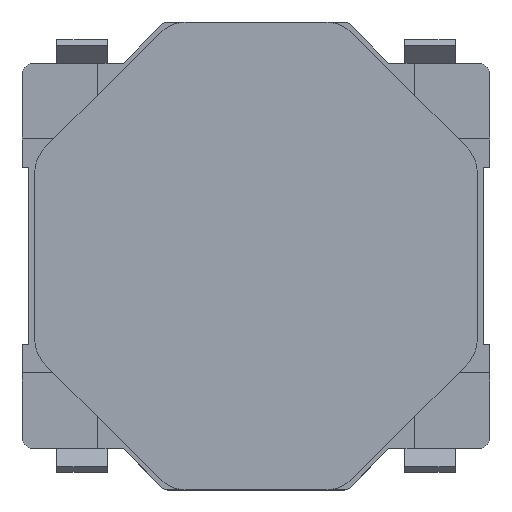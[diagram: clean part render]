
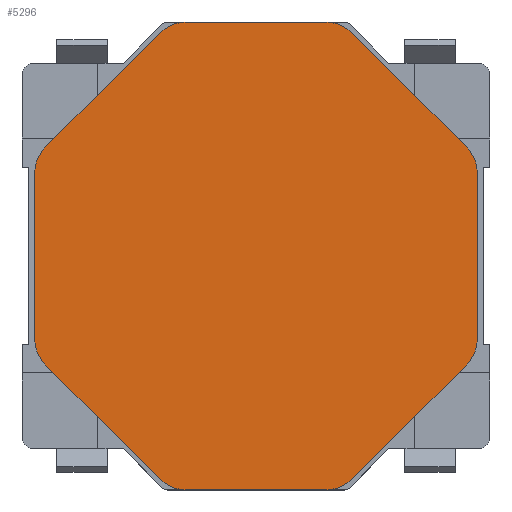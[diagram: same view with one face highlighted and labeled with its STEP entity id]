
A CAD part, top view. The second image highlights one B-rep face of the part: STEP entity #5296.
In plain terms, the highlighted planar face has unit normal (0, 0, 1).
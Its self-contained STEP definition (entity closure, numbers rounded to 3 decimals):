
#97=CIRCLE('',#5641,0.3);
#99=CIRCLE('',#5644,0.3);
#100=CIRCLE('',#5647,0.3);
#102=CIRCLE('',#5650,0.3);
#103=CIRCLE('',#5651,0.3);
#104=CIRCLE('',#5652,0.3);
#105=CIRCLE('',#5653,0.3);
#106=CIRCLE('',#5654,0.3);
#421=FACE_OUTER_BOUND('',#737,.T.);
#737=EDGE_LOOP('',(#3507,#3508,#3509,#3510,#3511,#3512,#3513,#3514,#3515,
#3516,#3517,#3518,#3519,#3520,#3521,#3522));
#1070=LINE('',#7846,#1613);
#1074=LINE('',#7855,#1617);
#1079=LINE('',#7873,#1622);
#1082=LINE('',#7883,#1625);
#1083=LINE('',#7887,#1626);
#1084=LINE('',#7890,#1627);
#1085=LINE('',#7894,#1628);
#1086=LINE('',#7898,#1629);
#1613=VECTOR('',#6195,1.101);
#1617=VECTOR('',#6201,1.101);
#1622=VECTOR('',#6220,1.272);
#1625=VECTOR('',#6231,1.301);
#1626=VECTOR('',#6234,1.272);
#1627=VECTOR('',#6237,1.272);
#1628=VECTOR('',#6240,1.301);
#1629=VECTOR('',#6243,1.272);
#2156=VERTEX_POINT('',#7843);
#2157=VERTEX_POINT('',#7845);
#2160=VERTEX_POINT('',#7852);
#2161=VERTEX_POINT('',#7854);
#2163=VERTEX_POINT('',#7860);
#2165=VERTEX_POINT('',#7866);
#2166=VERTEX_POINT('',#7870);
#2168=VERTEX_POINT('',#7876);
#2170=VERTEX_POINT('',#7882);
#2171=VERTEX_POINT('',#7884);
#2172=VERTEX_POINT('',#7886);
#2173=VERTEX_POINT('',#7889);
#2174=VERTEX_POINT('',#7891);
#2175=VERTEX_POINT('',#7893);
#2176=VERTEX_POINT('',#7895);
#2177=VERTEX_POINT('',#7897);
#2688=EDGE_CURVE('',#2156,#2157,#1070,.T.);
#2692=EDGE_CURVE('',#2160,#2161,#1074,.T.);
#2696=EDGE_CURVE('',#2160,#2163,#97,.T.);
#2699=EDGE_CURVE('',#2156,#2165,#99,.T.);
#2701=EDGE_CURVE('',#2163,#2166,#1079,.T.);
#2703=EDGE_CURVE('',#2166,#2168,#100,.T.);
#2706=EDGE_CURVE('',#2170,#2168,#1082,.T.);
#2707=EDGE_CURVE('',#2170,#2171,#102,.T.);
#2708=EDGE_CURVE('',#2171,#2172,#1083,.T.);
#2709=EDGE_CURVE('',#2172,#2157,#103,.T.);
#2710=EDGE_CURVE('',#2165,#2173,#1084,.T.);
#2711=EDGE_CURVE('',#2173,#2174,#104,.T.);
#2712=EDGE_CURVE('',#2175,#2174,#1085,.T.);
#2713=EDGE_CURVE('',#2175,#2176,#105,.T.);
#2714=EDGE_CURVE('',#2176,#2177,#1086,.T.);
#2715=EDGE_CURVE('',#2177,#2161,#106,.T.);
#3507=ORIENTED_EDGE('',*,*,#2703,.T.);
#3508=ORIENTED_EDGE('',*,*,#2706,.F.);
#3509=ORIENTED_EDGE('',*,*,#2707,.T.);
#3510=ORIENTED_EDGE('',*,*,#2708,.T.);
#3511=ORIENTED_EDGE('',*,*,#2709,.T.);
#3512=ORIENTED_EDGE('',*,*,#2688,.F.);
#3513=ORIENTED_EDGE('',*,*,#2699,.T.);
#3514=ORIENTED_EDGE('',*,*,#2710,.T.);
#3515=ORIENTED_EDGE('',*,*,#2711,.T.);
#3516=ORIENTED_EDGE('',*,*,#2712,.F.);
#3517=ORIENTED_EDGE('',*,*,#2713,.T.);
#3518=ORIENTED_EDGE('',*,*,#2714,.T.);
#3519=ORIENTED_EDGE('',*,*,#2715,.T.);
#3520=ORIENTED_EDGE('',*,*,#2692,.F.);
#3521=ORIENTED_EDGE('',*,*,#2696,.T.);
#3522=ORIENTED_EDGE('',*,*,#2701,.T.);
#5080=PLANE('',#5649);
#5296=ADVANCED_FACE('',(#421),#5080,.T.);
#5641=AXIS2_PLACEMENT_3D('',#7862,#6208,#6209);
#5644=AXIS2_PLACEMENT_3D('',#7868,#6215,#6216);
#5647=AXIS2_PLACEMENT_3D('',#7877,#6224,#6225);
#5649=AXIS2_PLACEMENT_3D('',#7881,#6229,#6230);
#5650=AXIS2_PLACEMENT_3D('',#7885,#6232,#6233);
#5651=AXIS2_PLACEMENT_3D('',#7888,#6235,#6236);
#5652=AXIS2_PLACEMENT_3D('',#7892,#6238,#6239);
#5653=AXIS2_PLACEMENT_3D('',#7896,#6241,#6242);
#5654=AXIS2_PLACEMENT_3D('',#7899,#6244,#6245);
#6195=DIRECTION('',(1.,0.,0.));
#6201=DIRECTION('',(-1.,0.,0.));
#6208=DIRECTION('center_axis',(0.,0.,1.));
#6209=DIRECTION('ref_axis',(0.383,-0.924,0.));
#6215=DIRECTION('center_axis',(0.,0.,1.));
#6216=DIRECTION('ref_axis',(-0.383,0.924,0.));
#6220=DIRECTION('',(0.707,0.707,0.));
#6224=DIRECTION('center_axis',(0.,0.,1.));
#6225=DIRECTION('ref_axis',(0.924,-0.383,0.));
#6229=DIRECTION('center_axis',(0.,0.,1.));
#6230=DIRECTION('ref_axis',(-1.,0.,0.));
#6231=DIRECTION('',(0.,-1.,0.));
#6232=DIRECTION('center_axis',(0.,0.,1.));
#6233=DIRECTION('ref_axis',(1.,0.,0.));
#6234=DIRECTION('',(-0.707,0.707,0.));
#6235=DIRECTION('center_axis',(0.,0.,1.));
#6236=DIRECTION('ref_axis',(0.707,0.707,0.));
#6237=DIRECTION('',(-0.707,-0.707,0.));
#6238=DIRECTION('center_axis',(0.,0.,1.));
#6239=DIRECTION('ref_axis',(-0.707,0.707,0.));
#6240=DIRECTION('',(0.,1.,0.));
#6241=DIRECTION('center_axis',(0.,0.,1.));
#6242=DIRECTION('ref_axis',(-1.,0.,0.));
#6243=DIRECTION('',(0.707,-0.707,0.));
#6244=DIRECTION('center_axis',(0.,0.,1.));
#6245=DIRECTION('ref_axis',(-0.707,-0.707,0.));
#7843=CARTESIAN_POINT('',(-0.551,1.85,0.3));
#7845=CARTESIAN_POINT('',(0.551,1.85,0.3));
#7846=CARTESIAN_POINT('',(-0.551,1.85,0.3));
#7852=CARTESIAN_POINT('',(0.551,-1.85,0.3));
#7854=CARTESIAN_POINT('',(-0.551,-1.85,0.3));
#7855=CARTESIAN_POINT('',(0.551,-1.85,0.3));
#7860=CARTESIAN_POINT('',(0.763,-1.762,0.3));
#7862=CARTESIAN_POINT('Origin',(0.551,-1.55,0.3));
#7866=CARTESIAN_POINT('',(-0.763,1.762,0.3));
#7868=CARTESIAN_POINT('Origin',(-0.551,1.55,0.3));
#7870=CARTESIAN_POINT('',(1.662,-0.863,0.3));
#7873=CARTESIAN_POINT('',(0.763,-1.762,0.3));
#7876=CARTESIAN_POINT('',(1.75,-0.651,0.3));
#7877=CARTESIAN_POINT('Origin',(1.45,-0.651,0.3));
#7881=CARTESIAN_POINT('Origin',(0.,0.,0.3));
#7882=CARTESIAN_POINT('',(1.75,0.651,0.3));
#7883=CARTESIAN_POINT('',(1.75,0.651,0.3));
#7884=CARTESIAN_POINT('',(1.662,0.863,0.3));
#7885=CARTESIAN_POINT('Origin',(1.45,0.651,0.3));
#7886=CARTESIAN_POINT('',(0.763,1.762,0.3));
#7887=CARTESIAN_POINT('',(1.662,0.863,0.3));
#7888=CARTESIAN_POINT('Origin',(0.551,1.55,0.3));
#7889=CARTESIAN_POINT('',(-1.662,0.863,0.3));
#7890=CARTESIAN_POINT('',(-0.763,1.762,0.3));
#7891=CARTESIAN_POINT('',(-1.75,0.651,0.3));
#7892=CARTESIAN_POINT('Origin',(-1.45,0.651,0.3));
#7893=CARTESIAN_POINT('',(-1.75,-0.651,0.3));
#7894=CARTESIAN_POINT('',(-1.75,-0.651,0.3));
#7895=CARTESIAN_POINT('',(-1.662,-0.863,0.3));
#7896=CARTESIAN_POINT('Origin',(-1.45,-0.651,0.3));
#7897=CARTESIAN_POINT('',(-0.763,-1.762,0.3));
#7898=CARTESIAN_POINT('',(-1.662,-0.863,0.3));
#7899=CARTESIAN_POINT('Origin',(-0.551,-1.55,0.3));
